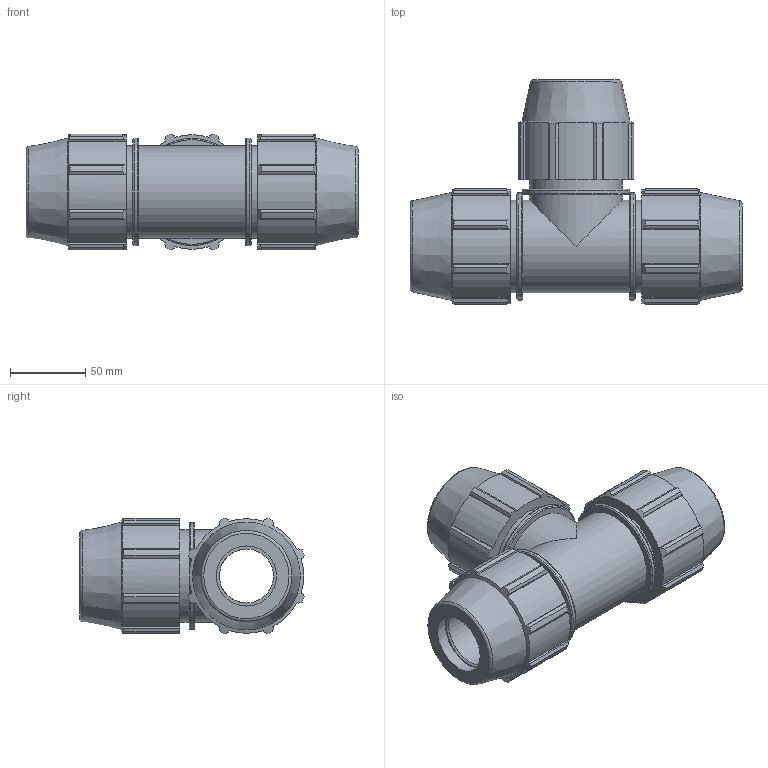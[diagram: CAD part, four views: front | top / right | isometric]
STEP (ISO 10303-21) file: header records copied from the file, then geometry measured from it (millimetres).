
FILE_DESCRIPTION(/* description */ ('PLASSON REPAIR TEE 40'),/* implementation_level */ '2;1');
FILE_NAME(/* name */ '0704P0040_1804P0040_0704P60400A.ipt.stp',/* time_stamp */ '2017-06-06T17:15:16+03:00',/* author */ ('Кирилл'),/* organization */ (''),/* preprocessor_version */ 'ST-DEVELOPER v15.6',/* originating_system */ 'Autodesk Inventor 2015',/* authorisation */ '');
FILE_SCHEMA (('AUTOMOTIVE_DESIGN { 1 0 10303 214 3 1 1 }'));
Length unit declared in the file: millimetre
Products named in the file (1): 0704P0040_1804P0040_0704P60400A
Bounding box: 221 x 149.58 x 77.16 mm (x, y, z)
Volume: 769995.2 mm3; surface area: 123958 mm2
Topology: 1 solids, 1 shells, 212 faces, 594 edges, 395 vertices
Faces by surface type: plane 114, cylinder 61, cone 28, torus 9
Full cylindrical faces by diameter (mm): 36 x2, 40 x3, 61.5 x5, 71.34 x3
Entity records: 6770 total; most frequent: CARTESIAN_POINT 1403, ORIENTED_EDGE 1082, DIRECTION 1044, EDGE_CURVE 541, AXIS2_PLACEMENT_3D 378, VERTEX_POINT 377, LINE 288, VECTOR 288
